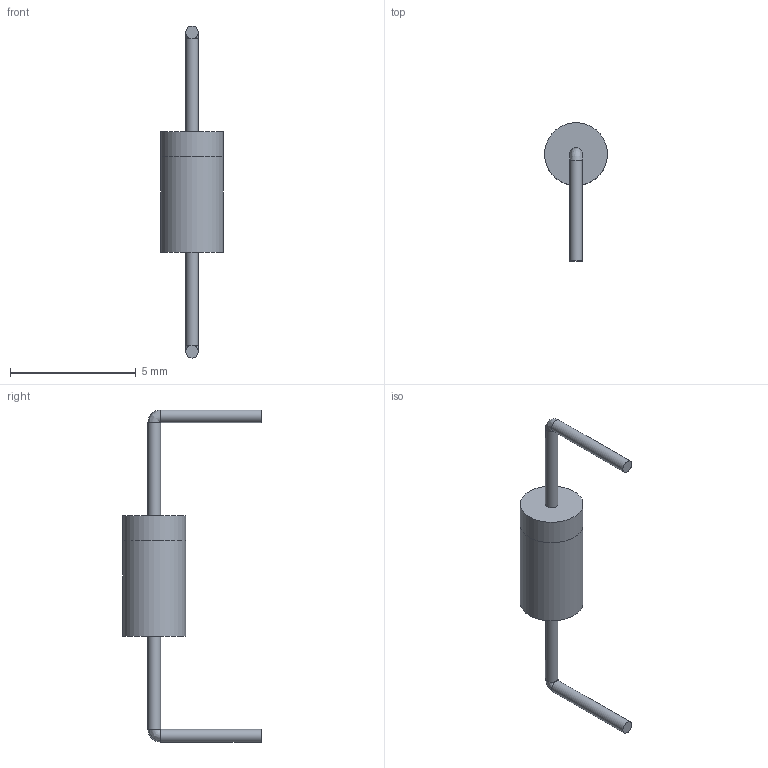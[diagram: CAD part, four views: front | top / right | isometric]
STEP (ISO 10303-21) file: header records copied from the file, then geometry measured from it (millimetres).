
FILE_DESCRIPTION(/* description */ (''),/* implementation_level */ '2;1');
FILE_NAME(/* name */ 'Diode.stp',/* time_stamp */ '2017-10-22T02:07:52+02:00',/* author */ ('Alex'),/* organization */ (''),/* preprocessor_version */ 'ST-DEVELOPER v16.5',/* originating_system */ 'Autodesk Inventor 2017',/* authorisation */ '');
FILE_SCHEMA (('AUTOMOTIVE_DESIGN { 1 0 10303 214 3 1 1 }'));
Length unit declared in the file: millimetre
Products named in the file (1): Diode
Bounding box: 2.5 x 5.5 x 13.2 mm (x, y, z)
Volume: 26.8 mm3; surface area: 72.9 mm2
Topology: 1 solids, 1 shells, 12 faces, 25 edges, 13 vertices
Faces by surface type: cylinder 6, plane 4, bspline 2
Full cylindrical faces by diameter (mm): 0.5 x4, 2.5 x2
Entity records: 317 total; most frequent: CARTESIAN_POINT 85, DIRECTION 44, ORIENTED_EDGE 22, AXIS2_PLACEMENT_3D 22, EDGE_LOOP 20, FACE_OUTER_BOUND 12, ADVANCED_FACE 12, CIRCLE 11
